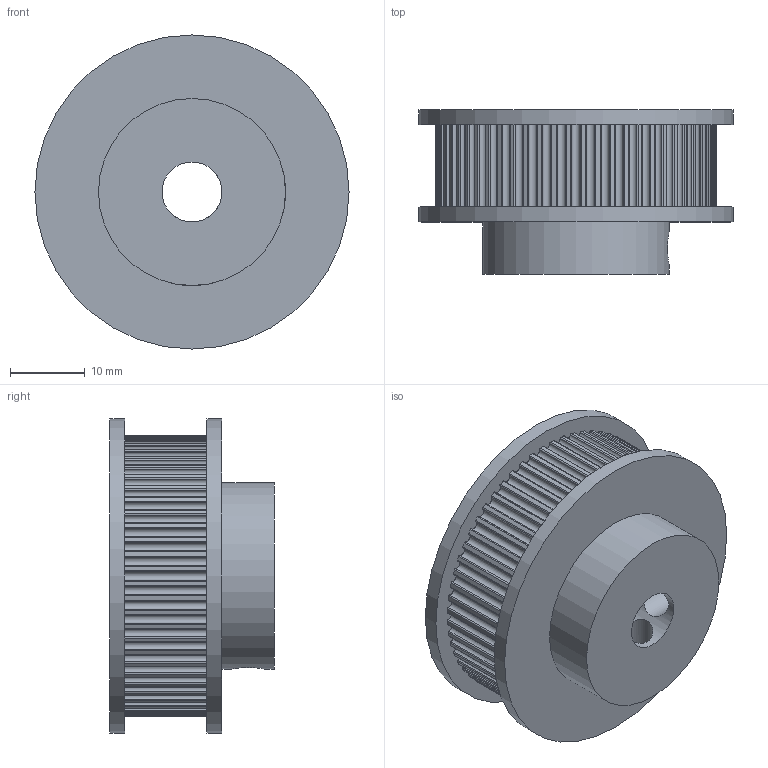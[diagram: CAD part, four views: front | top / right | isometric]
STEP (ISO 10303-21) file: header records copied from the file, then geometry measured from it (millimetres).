
FILE_DESCRIPTION(/* description */ (''),/* implementation_level */ '2;1');
FILE_NAME(/* name */ 'GT2 60T b8 (10mm) v4.step',/* time_stamp */ '2024-05-28T16:31:07+02:00',/* author */ (''),/* organization */ (''),/* preprocessor_version */ 'ST-DEVELOPER v20',/* originating_system */ 'Autodesk Translation Framework v13.14.0.145',/* authorisation */ '');
FILE_SCHEMA (('AUTOMOTIVE_DESIGN { 1 0 10303 214 3 1 1 }'));
Length unit declared in the file: millimetre
Products named in the file (1): GT2 60T b8 (10mm)
Bounding box: 42 x 22 x 42 mm (x, y, z)
Volume: 19348.2 mm3; surface area: 6999 mm2
Topology: 1 solids, 1 shells, 251 faces, 741 edges, 495 vertices
Faces by surface type: cylinder 246, plane 5
Full cylindrical faces by diameter (mm): 5 x2, 8 x1, 25 x1, 42 x2
Entity records: 8861 total; most frequent: DIRECTION 1726, CARTESIAN_POINT 1624, ORIENTED_EDGE 1482, EDGE_CURVE 741, AXIS2_PLACEMENT_3D 740, VERTEX_POINT 495, CIRCLE 488, EDGE_LOOP 260
